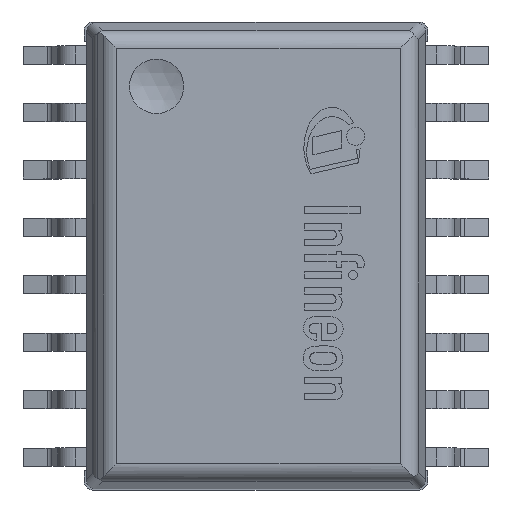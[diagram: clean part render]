
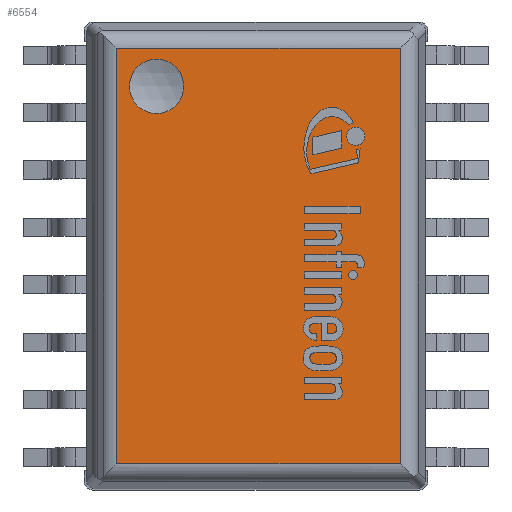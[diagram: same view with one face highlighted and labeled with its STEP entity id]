
A CAD part, top view. The second image highlights one B-rep face of the part: STEP entity #6554.
In plain terms, the highlighted planar face has unit normal (0, 0, 1).
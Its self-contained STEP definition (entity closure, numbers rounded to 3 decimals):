
#67=CIRCLE('',#6974,0.6);
#295=FACE_BOUND('',#937,.T.);
#546=FACE_OUTER_BOUND('',#936,.T.);
#936=EDGE_LOOP('',(#4861,#4862,#4863,#4864));
#937=EDGE_LOOP('',(#4865));
#1418=LINE('',#10134,#2153);
#1426=LINE('',#10180,#2161);
#1434=LINE('',#10218,#2169);
#1435=LINE('',#10220,#2170);
#2153=VECTOR('',#7819,1.);
#2161=VECTOR('',#7851,1.);
#2169=VECTOR('',#7875,1.);
#2170=VECTOR('',#7878,1.);
#2852=VERTEX_POINT('',#10131);
#2853=VERTEX_POINT('',#10133);
#2866=VERTEX_POINT('',#10177);
#2867=VERTEX_POINT('',#10179);
#2872=VERTEX_POINT('',#10223);
#3577=EDGE_CURVE('',#2852,#2853,#1418,.T.);
#3595=EDGE_CURVE('',#2866,#2867,#1426,.T.);
#3607=EDGE_CURVE('',#2853,#2866,#1434,.T.);
#3608=EDGE_CURVE('',#2867,#2852,#1435,.T.);
#3610=EDGE_CURVE('',#2872,#2872,#67,.T.);
#4861=ORIENTED_EDGE('',*,*,#3607,.F.);
#4862=ORIENTED_EDGE('',*,*,#3577,.F.);
#4863=ORIENTED_EDGE('',*,*,#3608,.F.);
#4864=ORIENTED_EDGE('',*,*,#3595,.F.);
#4865=ORIENTED_EDGE('',*,*,#3610,.T.);
#6247=PLANE('',#6973);
#6554=ADVANCED_FACE('',(#546,#295),#6247,.T.);
#6973=AXIS2_PLACEMENT_3D('',#10222,#7880,#7881);
#6974=AXIS2_PLACEMENT_3D('',#10224,#7882,#7883);
#7819=DIRECTION('',(-1.,0.,0.));
#7851=DIRECTION('',(1.,0.,0.));
#7875=DIRECTION('',(0.,1.,0.));
#7878=DIRECTION('',(0.,-1.,0.));
#7880=DIRECTION('center_axis',(0.,0.,1.));
#7881=DIRECTION('ref_axis',(1.,0.,0.));
#7882=DIRECTION('center_axis',(0.,0.,-1.));
#7883=DIRECTION('ref_axis',(-1.,0.,0.));
#10131=CARTESIAN_POINT('',(3.192,-4.592,2.65));
#10133=CARTESIAN_POINT('',(-3.084,-4.592,2.65));
#10134=CARTESIAN_POINT('',(0.826,-4.592,2.65));
#10177=CARTESIAN_POINT('',(-3.084,4.592,2.65));
#10179=CARTESIAN_POINT('',(3.192,4.592,2.65));
#10180=CARTESIAN_POINT('',(-2.924,4.592,2.65));
#10218=CARTESIAN_POINT('',(-3.084,4.796,2.65));
#10220=CARTESIAN_POINT('',(3.192,4.413,2.65));
#10222=CARTESIAN_POINT('Origin',(-2.098,3.675,2.65));
#10223=CARTESIAN_POINT('',(-2.8,3.75,2.65));
#10224=CARTESIAN_POINT('Origin',(-2.2,3.75,2.65));
